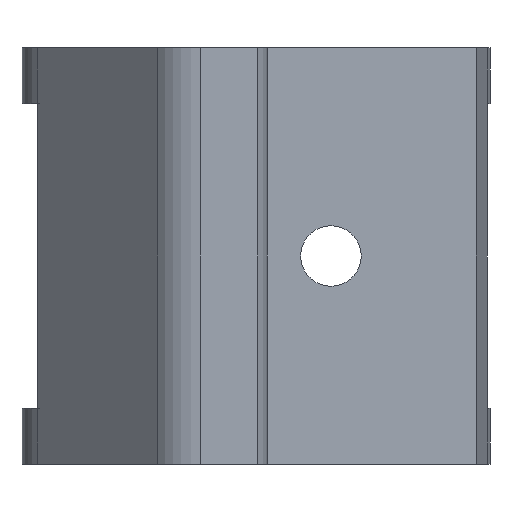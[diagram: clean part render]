
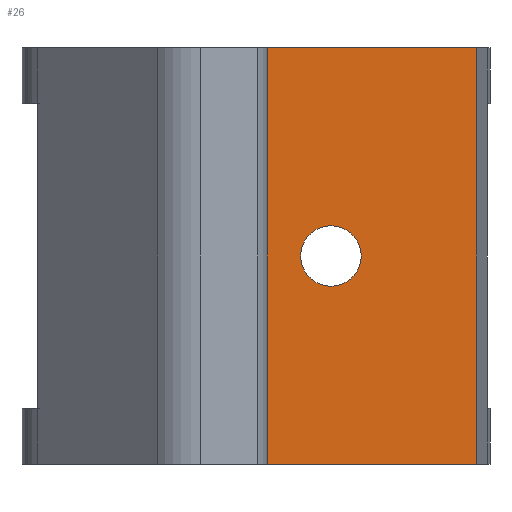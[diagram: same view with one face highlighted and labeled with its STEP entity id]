
A CAD part, front view. The second image highlights one B-rep face of the part: STEP entity #26.
In plain terms, the highlighted planar face has unit normal (0, -1, 0).
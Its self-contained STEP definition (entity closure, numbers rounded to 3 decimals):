
#14 = FACE_OUTER_BOUND ( 'NONE', #801, .T. ) ;
#22 = ORIENTED_EDGE ( 'NONE', *, *, #383, .F. ) ;
#26 = ADVANCED_FACE ( 'NONE', ( #14, #1273 ), #341, .F. ) ;
#52 = LINE ( 'NONE', #469, #731 ) ;
#77 = EDGE_LOOP ( 'NONE', ( #1019, #854 ) ) ;
#107 = EDGE_CURVE ( 'NONE', #1355, #933, #261, .T. ) ;
#122 = ORIENTED_EDGE ( 'NONE', *, *, #582, .F. ) ;
#156 = EDGE_CURVE ( 'NONE', #1209, #223, #52, .T. ) ;
#174 = CARTESIAN_POINT ( 'NONE',  ( -5.609, -64.981, 17.9 ) ) ;
#219 = EDGE_CURVE ( 'NONE', #933, #1355, #1288, .T. ) ;
#223 = VERTEX_POINT ( 'NONE', #913 ) ;
#261 = CIRCLE ( 'NONE', #593, 2.6 ) ;
#273 = DIRECTION ( 'NONE',  ( -1., 0., 0. ) ) ;
#326 = AXIS2_PLACEMENT_3D ( 'NONE', #746, #1156, #641 ) ;
#341 = PLANE ( 'NONE',  #326 ) ;
#383 = EDGE_CURVE ( 'NONE', #1209, #431, #432, .T. ) ;
#431 = VERTEX_POINT ( 'NONE', #765 ) ;
#432 = LINE ( 'NONE', #839, #560 ) ;
#447 = DIRECTION ( 'NONE',  ( 1., 0., 0. ) ) ;
#450 = DIRECTION ( 'NONE',  ( -1., 0., 0. ) ) ;
#457 = DIRECTION ( 'NONE',  ( 0., 1., 0. ) ) ;
#469 = CARTESIAN_POINT ( 'NONE',  ( -11.102, -64.981, 17.9 ) ) ;
#491 = ORIENTED_EDGE ( 'NONE', *, *, #156, .T. ) ;
#500 = ORIENTED_EDGE ( 'NONE', *, *, #861, .T. ) ;
#560 = VECTOR ( 'NONE', #950, 1000. ) ;
#582 = EDGE_CURVE ( 'NONE', #431, #1323, #1103, .T. ) ;
#586 = CARTESIAN_POINT ( 'NONE',  ( -8.209, -64.981, 17.9 ) ) ;
#593 = AXIS2_PLACEMENT_3D ( 'NONE', #1290, #457, #450 ) ;
#641 = DIRECTION ( 'NONE',  ( -1., 0., 0. ) ) ;
#661 = CARTESIAN_POINT ( 'NONE',  ( -3.009, -64.981, 17.9 ) ) ;
#675 = VECTOR ( 'NONE', #703, 1000. ) ;
#686 = AXIS2_PLACEMENT_3D ( 'NONE', #174, #1340, #273 ) ;
#703 = DIRECTION ( 'NONE',  ( 0., 0., -1. ) ) ;
#731 = VECTOR ( 'NONE', #1320, 1000. ) ;
#746 = CARTESIAN_POINT ( 'NONE',  ( 0., -64.981, 17.9 ) ) ;
#753 = CARTESIAN_POINT ( 'NONE',  ( -11.102, -64.981, 35.8 ) ) ;
#765 = CARTESIAN_POINT ( 'NONE',  ( 6.862, -64.981, 35.8 ) ) ;
#801 = EDGE_LOOP ( 'NONE', ( #122, #22, #491, #500 ) ) ;
#839 = CARTESIAN_POINT ( 'NONE',  ( 0., -64.981, 35.8 ) ) ;
#854 = ORIENTED_EDGE ( 'NONE', *, *, #107, .T. ) ;
#861 = EDGE_CURVE ( 'NONE', #223, #1323, #1192, .T. ) ;
#913 = CARTESIAN_POINT ( 'NONE',  ( -11.102, -64.981, 0. ) ) ;
#933 = VERTEX_POINT ( 'NONE', #586 ) ;
#950 = DIRECTION ( 'NONE',  ( 1., 0., 0. ) ) ;
#996 = CARTESIAN_POINT ( 'NONE',  ( 6.862, -64.981, 17.9 ) ) ;
#1019 = ORIENTED_EDGE ( 'NONE', *, *, #219, .T. ) ;
#1083 = CARTESIAN_POINT ( 'NONE',  ( 6.862, -64.981, 0. ) ) ;
#1088 = CARTESIAN_POINT ( 'NONE',  ( 0., -64.981, 0. ) ) ;
#1103 = LINE ( 'NONE', #996, #675 ) ;
#1141 = VECTOR ( 'NONE', #447, 1000. ) ;
#1156 = DIRECTION ( 'NONE',  ( 0., 1., 0. ) ) ;
#1192 = LINE ( 'NONE', #1088, #1141 ) ;
#1209 = VERTEX_POINT ( 'NONE', #753 ) ;
#1273 = FACE_BOUND ( 'NONE', #77, .T. ) ;
#1288 = CIRCLE ( 'NONE', #686, 2.6 ) ;
#1290 = CARTESIAN_POINT ( 'NONE',  ( -5.609, -64.981, 17.9 ) ) ;
#1320 = DIRECTION ( 'NONE',  ( 0., 0., -1. ) ) ;
#1323 = VERTEX_POINT ( 'NONE', #1083 ) ;
#1340 = DIRECTION ( 'NONE',  ( 0., 1., 0. ) ) ;
#1355 = VERTEX_POINT ( 'NONE', #661 ) ;
